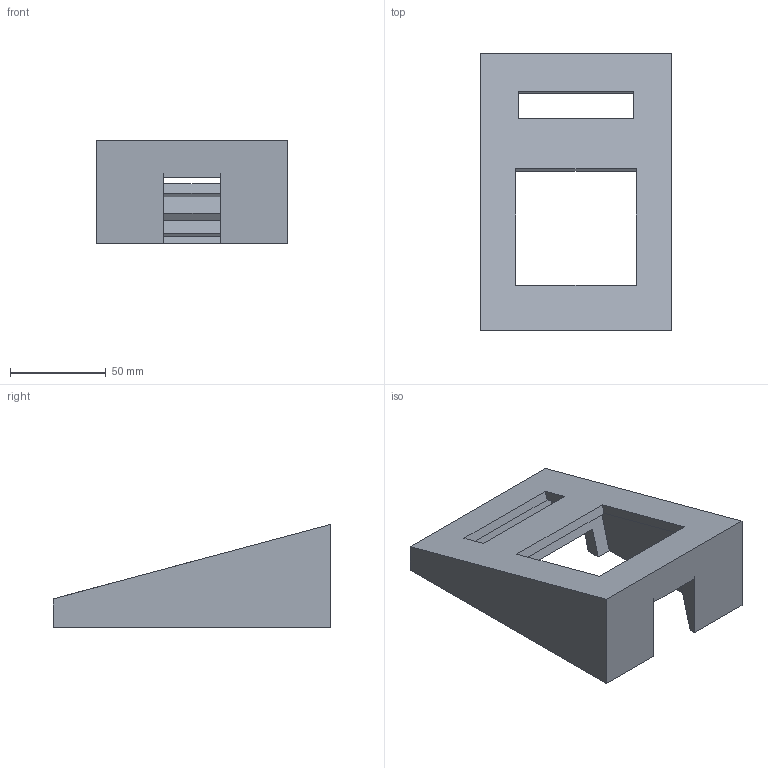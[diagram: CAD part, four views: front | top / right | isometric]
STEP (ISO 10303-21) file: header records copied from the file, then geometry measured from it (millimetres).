
FILE_DESCRIPTION (( 'STEP AP214' ), '1' );
FILE_NAME ('Keypad Holder 01.STEP', '2024-02-22T11:25:15', ( '' ), ( '' ), 'SwSTEP 2.0', 'SolidWorks 2020', '' );
FILE_SCHEMA (( 'AUTOMOTIVE_DESIGN' ));
Length unit declared in the file: millimetre
Products named in the file (1): Keypad Holder 01
Bounding box: 100 x 144.89 x 53.82 mm (x, y, z)
Volume: 206721.3 mm3; surface area: 51005.7 mm2
Topology: 1 solids, 1 shells, 48 faces, 123 edges, 82 vertices
Faces by surface type: plane 40, cylinder 8
Entity records: 1485 total; most frequent: CARTESIAN_POINT 254, ORIENTED_EDGE 246, DIRECTION 237, EDGE_CURVE 123, VECTOR 107, LINE 107, VERTEX_POINT 82, AXIS2_PLACEMENT_3D 65
